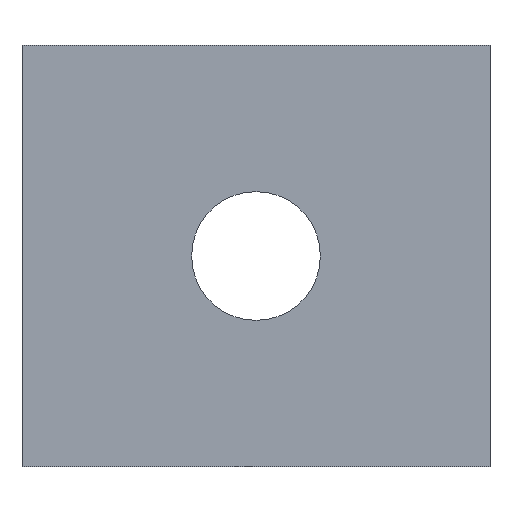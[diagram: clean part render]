
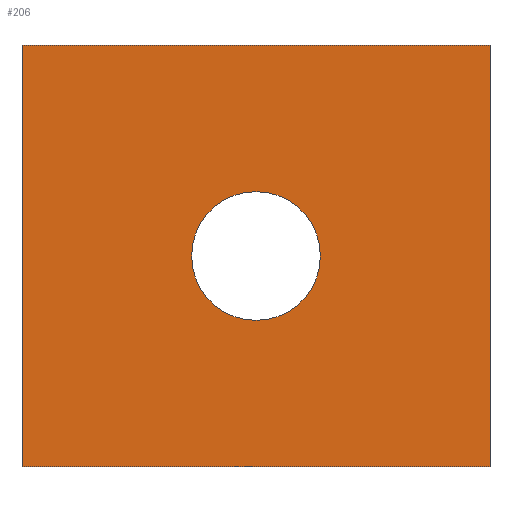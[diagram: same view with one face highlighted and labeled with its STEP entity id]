
A CAD part, left-side view. The second image highlights one B-rep face of the part: STEP entity #206.
In plain terms, the highlighted planar face has unit normal (-1, 0, 0).
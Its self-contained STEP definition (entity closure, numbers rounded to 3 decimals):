
#20=FACE_BOUND('',#45,.T.);
#24=PLANE('',#236);
#32=FACE_OUTER_BOUND('',#44,.T.);
#44=EDGE_LOOP('',(#157,#158,#159,#160));
#45=EDGE_LOOP('',(#161));
#61=LINE('',#342,#78);
#62=LINE('',#344,#79);
#63=LINE('',#346,#80);
#64=LINE('',#347,#81);
#78=VECTOR('',#277,1000.);
#79=VECTOR('',#278,1000.);
#80=VECTOR('',#279,1000.);
#81=VECTOR('',#280,1000.);
#90=CIRCLE('',#231,2.75);
#100=VERTEX_POINT('',#321);
#107=VERTEX_POINT('',#340);
#108=VERTEX_POINT('',#341);
#109=VERTEX_POINT('',#343);
#110=VERTEX_POINT('',#345);
#119=EDGE_CURVE('',#100,#100,#90,.T.);
#127=EDGE_CURVE('',#107,#108,#61,.T.);
#128=EDGE_CURVE('',#109,#108,#62,.T.);
#129=EDGE_CURVE('',#110,#109,#63,.T.);
#130=EDGE_CURVE('',#110,#107,#64,.T.);
#157=ORIENTED_EDGE('',*,*,#127,.T.);
#158=ORIENTED_EDGE('',*,*,#128,.F.);
#159=ORIENTED_EDGE('',*,*,#129,.F.);
#160=ORIENTED_EDGE('',*,*,#130,.T.);
#161=ORIENTED_EDGE('',*,*,#119,.T.);
#206=ADVANCED_FACE('',(#32,#20),#24,.F.);
#231=AXIS2_PLACEMENT_3D('',#323,#260,#261);
#236=AXIS2_PLACEMENT_3D('',#339,#275,#276);
#260=DIRECTION('center_axis',(1.,0.,0.));
#261=DIRECTION('ref_axis',(0.,0.,-1.));
#275=DIRECTION('center_axis',(1.,0.,0.));
#276=DIRECTION('ref_axis',(0.,0.,-1.));
#277=DIRECTION('',(0.,-1.,0.));
#278=DIRECTION('',(0.,0.,-1.));
#279=DIRECTION('',(0.,-1.,0.));
#280=DIRECTION('',(0.,0.,-1.));
#321=CARTESIAN_POINT('',(0.,10.,-2.75));
#323=CARTESIAN_POINT('Origin',(0.,10.,0.));
#339=CARTESIAN_POINT('Origin',(0.,0.,9.));
#340=CARTESIAN_POINT('',(0.,20.,-9.));
#341=CARTESIAN_POINT('',(0.,0.,-9.));
#342=CARTESIAN_POINT('',(0.,0.,-9.));
#343=CARTESIAN_POINT('',(0.,0.,9.));
#344=CARTESIAN_POINT('',(0.,0.,9.));
#345=CARTESIAN_POINT('',(0.,20.,9.));
#346=CARTESIAN_POINT('',(0.,0.,9.));
#347=CARTESIAN_POINT('',(0.,20.,9.));
